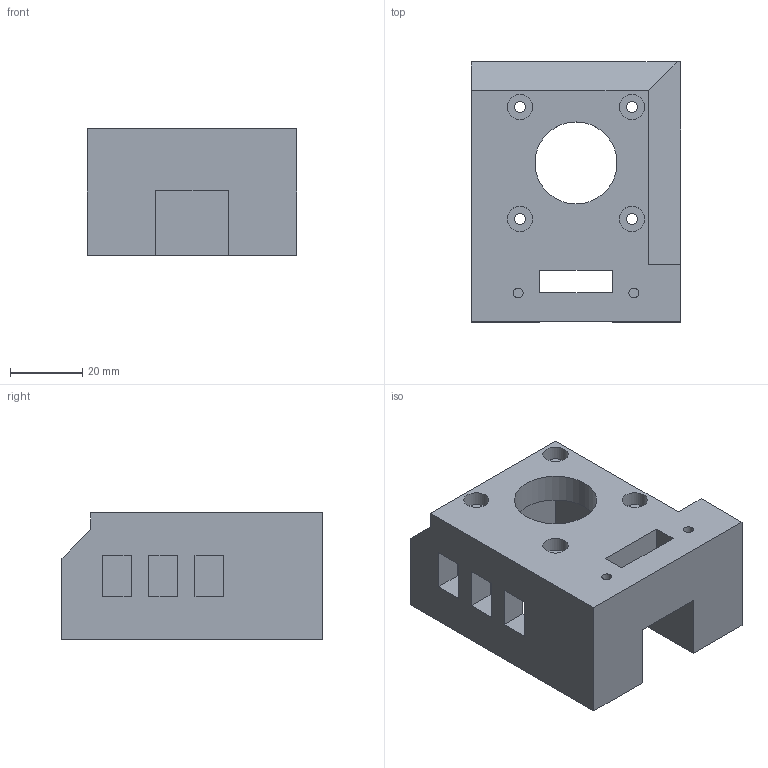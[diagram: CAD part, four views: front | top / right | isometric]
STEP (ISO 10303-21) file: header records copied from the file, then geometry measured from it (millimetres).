
FILE_DESCRIPTION(('HOOPS Exchange Step'),'2;1');
FILE_NAME('temp_export','2023-01-03T23:17:58+08:00',('mobile'),('Shapr3D Limited'),'HOOPS Exchange 2022.1','Shapr3D','Authorized');
FILE_SCHEMA( ('AUTOMOTIVE_DESIGN { 1 0 10303 214 1 1 1 1 }') );
Length unit declared in the file: millimetre
Products named in the file (1): Lower Motor Mount
Bounding box: 58 x 72 x 35 mm (x, y, z)
Volume: 70979.7 mm3; surface area: 23167.2 mm2
Topology: 1 solids, 1 shells, 59 faces, 160 edges, 112 vertices
Faces by surface type: plane 44, cylinder 15
Full cylindrical faces by diameter (mm): 2.7 x6, 3 x4, 7 x4, 22.7 x1
Entity records: 1949 total; most frequent: CARTESIAN_POINT 332, DIRECTION 327, ORIENTED_EDGE 320, EDGE_CURVE 160, VECTOR 113, LINE 113, VERTEX_POINT 112, AXIS2_PLACEMENT_3D 107
